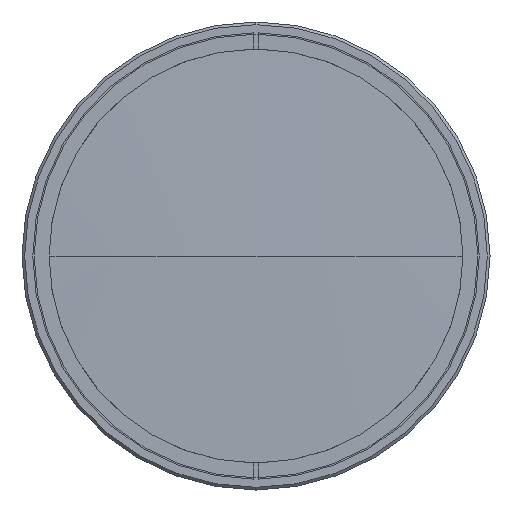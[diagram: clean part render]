
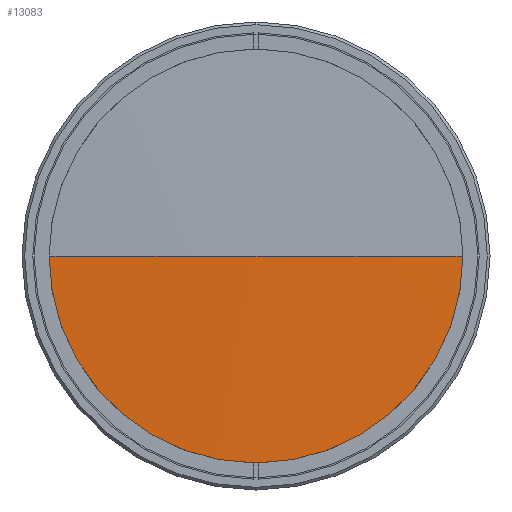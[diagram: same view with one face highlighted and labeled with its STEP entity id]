
A CAD part, left-side view. The second image highlights one B-rep face of the part: STEP entity #13083.
In plain terms, the highlighted spherical face has radius 2148.64 mm.
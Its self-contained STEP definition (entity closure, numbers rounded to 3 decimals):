
#6907 = EDGE_CURVE ( 'NONE', #93068, #19227, #87369, .T. ) ;
#9357 = CIRCLE ( 'NONE', #64403, 77.288 ) ;
#9915 = ORIENTED_EDGE ( 'NONE', *, *, #6907, .T. ) ;
#10830 = CARTESIAN_POINT ( 'NONE',  ( 1.39, 77.288, 0. ) ) ;
#13083 = ADVANCED_FACE ( 'NONE', ( #34192 ), #57312, .T. ) ;
#14646 = ORIENTED_EDGE ( 'NONE', *, *, #91493, .T. ) ;
#16247 = EDGE_CURVE ( 'NONE', #94269, #93068, #9357, .T. ) ;
#18850 = CARTESIAN_POINT ( 'NONE',  ( 1.39, 0., 0. ) ) ;
#19227 = VERTEX_POINT ( 'NONE', #25184 ) ;
#20386 = EDGE_CURVE ( 'NONE', #94269, #93557, #84865, .T. ) ;
#21402 = DIRECTION ( 'NONE',  ( -1., 0., 0. ) ) ;
#21622 = DIRECTION ( 'NONE',  ( 0., 0., 1. ) ) ;
#21889 = CARTESIAN_POINT ( 'NONE',  ( 1.39, 0., 0. ) ) ;
#23445 = AXIS2_PLACEMENT_3D ( 'NONE', #94775, #70641, #33249 ) ;
#25184 = CARTESIAN_POINT ( 'NONE',  ( 1.39, -77.288, 0. ) ) ;
#30695 = CARTESIAN_POINT ( 'NONE',  ( 2148.64, 0., 0. ) ) ;
#33249 = DIRECTION ( 'NONE',  ( 0., 1., 0. ) ) ;
#34192 = FACE_OUTER_BOUND ( 'NONE', #86588, .T. ) ;
#35943 = ORIENTED_EDGE ( 'NONE', *, *, #20386, .F. ) ;
#37703 = AXIS2_PLACEMENT_3D ( 'NONE', #50591, #64399, #87552 ) ;
#40034 = DIRECTION ( 'NONE',  ( 0., 0., -1. ) ) ;
#43080 = DIRECTION ( 'NONE',  ( 0., 0., 1. ) ) ;
#44595 = AXIS2_PLACEMENT_3D ( 'NONE', #30695, #40034, #70063 ) ;
#47493 = CARTESIAN_POINT ( 'NONE',  ( 1.39, 0., -77.288 ) ) ;
#48886 = DIRECTION ( 'NONE',  ( -1., 0., 0. ) ) ;
#49319 = CARTESIAN_POINT ( 'NONE',  ( 0., 0., 0. ) ) ;
#50591 = CARTESIAN_POINT ( 'NONE',  ( 2148.64, 0., 0. ) ) ;
#57312 = SPHERICAL_SURFACE ( 'NONE', #23445, 2148.64 ) ;
#59314 = ORIENTED_EDGE ( 'NONE', *, *, #16247, .T. ) ;
#64399 = DIRECTION ( 'NONE',  ( 0., 0., 1. ) ) ;
#64403 = AXIS2_PLACEMENT_3D ( 'NONE', #21889, #21402, #43080 ) ;
#70063 = DIRECTION ( 'NONE',  ( 0., 1., 0. ) ) ;
#70641 = DIRECTION ( 'NONE',  ( 0., 0., -1. ) ) ;
#79533 = AXIS2_PLACEMENT_3D ( 'NONE', #18850, #48886, #21622 ) ;
#84865 = CIRCLE ( 'NONE', #37703, 2148.64 ) ;
#86588 = EDGE_LOOP ( 'NONE', ( #59314, #9915, #14646, #35943 ) ) ;
#87369 = CIRCLE ( 'NONE', #79533, 77.288 ) ;
#87552 = DIRECTION ( 'NONE',  ( 1., 0., 0. ) ) ;
#91493 = EDGE_CURVE ( 'NONE', #19227, #93557, #91799, .T. ) ;
#91799 = CIRCLE ( 'NONE', #44595, 2148.64 ) ;
#93068 = VERTEX_POINT ( 'NONE', #47493 ) ;
#93557 = VERTEX_POINT ( 'NONE', #49319 ) ;
#94269 = VERTEX_POINT ( 'NONE', #10830 ) ;
#94775 = CARTESIAN_POINT ( 'NONE',  ( 2148.64, 0., 0. ) ) ;
